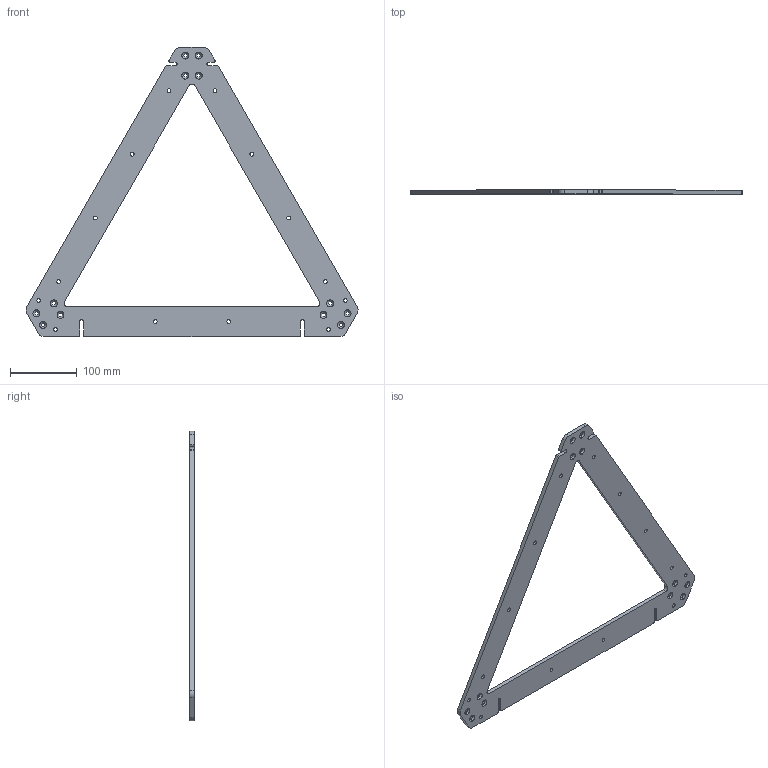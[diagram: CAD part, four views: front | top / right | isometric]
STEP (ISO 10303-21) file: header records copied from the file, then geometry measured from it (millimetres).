
FILE_DESCRIPTION (( 'STEP AP203' ), '1' );
FILE_NAME ('ETY-DR-0008_Default_sldprt.STEP', '2021-04-17T06:21:38', ( '' ), ( '' ), 'SwSTEP 2.0', 'SolidWorks 2013', '' );
FILE_SCHEMA (( 'CONFIG_CONTROL_DESIGN' ));
Length unit declared in the file: millimetre
Products named in the file (1): ETY-DR-0008_Default_sldprt
Bounding box: 496.6 x 6 x 432.75 mm (x, y, z)
Volume: 355269.4 mm3; surface area: 137905.7 mm2
Topology: 1 solids, 1 shells, 124 faces, 345 edges, 223 vertices
Faces by surface type: cylinder 77, cone 24, plane 23
Entity records: 4224 total; most frequent: DIRECTION 773, CARTESIAN_POINT 693, ORIENTED_EDGE 690, EDGE_CURVE 345, AXIS2_PLACEMENT_3D 303, VERTEX_POINT 223, EDGE_LOOP 178, CIRCLE 178
